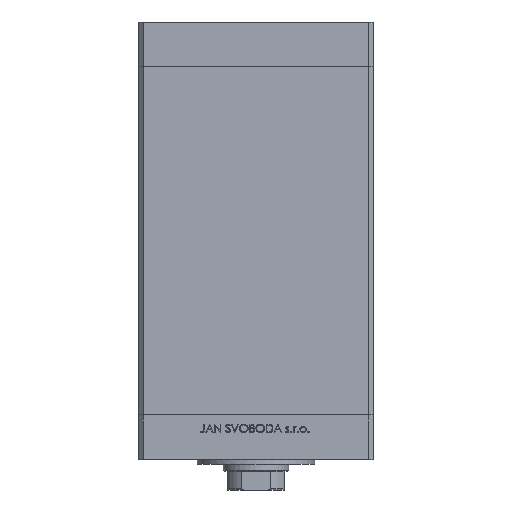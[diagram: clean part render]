
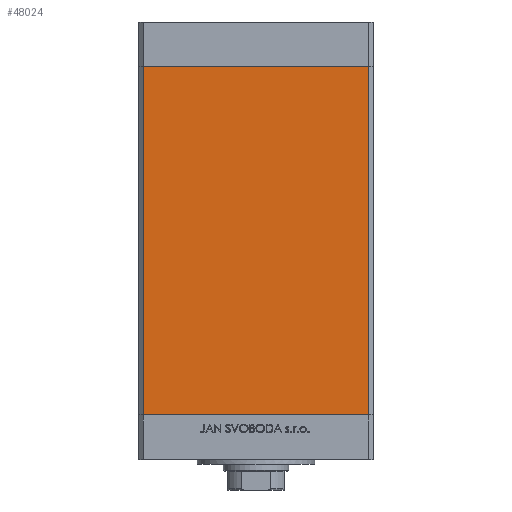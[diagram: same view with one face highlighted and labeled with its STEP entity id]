
A CAD part, front view. The second image highlights one B-rep face of the part: STEP entity #48024.
In plain terms, the highlighted planar face has unit normal (0, -1, 0).
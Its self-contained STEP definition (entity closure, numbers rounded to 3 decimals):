
#520 = EDGE_CURVE ( 'NONE', #14989, #39588, #42676, .T. ) ;
#951 = DIRECTION ( 'NONE',  ( 0., 0., -1. ) ) ;
#3089 = CARTESIAN_POINT ( 'NONE',  ( -48., -43.5, 148.5 ) ) ;
#11561 = DIRECTION ( 'NONE',  ( 0., 0., -1. ) ) ;
#14989 = VERTEX_POINT ( 'NONE', #30324 ) ;
#15388 = VECTOR ( 'NONE', #44895, 1000. ) ;
#15552 = LINE ( 'NONE', #38119, #30914 ) ;
#15755 = CARTESIAN_POINT ( 'NONE',  ( 48., -43.5, 0. ) ) ;
#19575 = LINE ( 'NONE', #30740, #15388 ) ;
#20851 = ORIENTED_EDGE ( 'NONE', *, *, #520, .F. ) ;
#21403 = CARTESIAN_POINT ( 'NONE',  ( -48., -43.5, 148.5 ) ) ;
#22048 = CARTESIAN_POINT ( 'NONE',  ( -48., -43.5, 0. ) ) ;
#25230 = PLANE ( 'NONE',  #42850 ) ;
#25714 = DIRECTION ( 'NONE',  ( 0., 1., 0. ) ) ;
#28381 = EDGE_LOOP ( 'NONE', ( #39640, #20851, #44117, #33528 ) ) ;
#28882 = EDGE_CURVE ( 'NONE', #29946, #14989, #19575, .T. ) ;
#29946 = VERTEX_POINT ( 'NONE', #21403 ) ;
#29991 = DIRECTION ( 'NONE',  ( 1., 0., 0. ) ) ;
#30324 = CARTESIAN_POINT ( 'NONE',  ( 48., -43.5, 148.5 ) ) ;
#30740 = CARTESIAN_POINT ( 'NONE',  ( -48., -43.5, 148.5 ) ) ;
#30914 = VECTOR ( 'NONE', #11561, 1000. ) ;
#33158 = FACE_OUTER_BOUND ( 'NONE', #28381, .T. ) ;
#33528 = ORIENTED_EDGE ( 'NONE', *, *, #46945, .T. ) ;
#33787 = VECTOR ( 'NONE', #951, 1000. ) ;
#37411 = LINE ( 'NONE', #37650, #40351 ) ;
#37650 = CARTESIAN_POINT ( 'NONE',  ( -48., -43.5, 0. ) ) ;
#38119 = CARTESIAN_POINT ( 'NONE',  ( -48., -43.5, 148.5 ) ) ;
#39588 = VERTEX_POINT ( 'NONE', #15755 ) ;
#39640 = ORIENTED_EDGE ( 'NONE', *, *, #44291, .T. ) ;
#40351 = VECTOR ( 'NONE', #29991, 1000. ) ;
#40821 = DIRECTION ( 'NONE',  ( 0., 0., 1. ) ) ;
#42676 = LINE ( 'NONE', #46906, #33787 ) ;
#42850 = AXIS2_PLACEMENT_3D ( 'NONE', #3089, #25714, #40821 ) ;
#44117 = ORIENTED_EDGE ( 'NONE', *, *, #28882, .F. ) ;
#44291 = EDGE_CURVE ( 'NONE', #44383, #39588, #37411, .T. ) ;
#44383 = VERTEX_POINT ( 'NONE', #22048 ) ;
#44895 = DIRECTION ( 'NONE',  ( 1., 0., 0. ) ) ;
#46906 = CARTESIAN_POINT ( 'NONE',  ( 48., -43.5, 148.5 ) ) ;
#46945 = EDGE_CURVE ( 'NONE', #29946, #44383, #15552, .T. ) ;
#48024 = ADVANCED_FACE ( 'NONE', ( #33158 ), #25230, .F. ) ;
